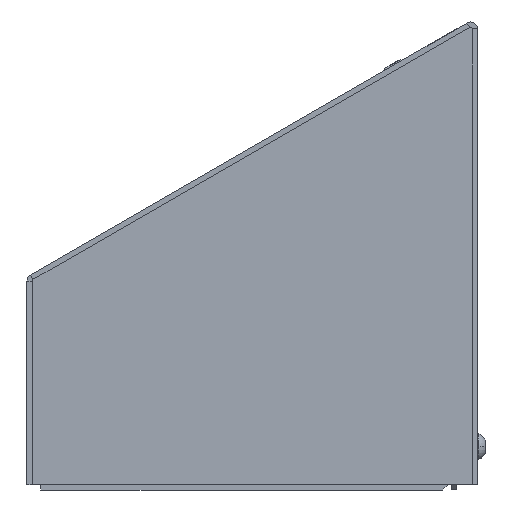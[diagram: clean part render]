
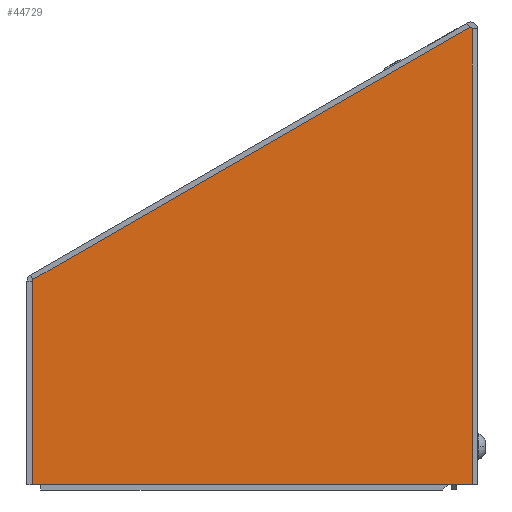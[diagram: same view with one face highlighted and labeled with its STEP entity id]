
A CAD part, left-side view. The second image highlights one B-rep face of the part: STEP entity #44729.
In plain terms, the highlighted face is planar.
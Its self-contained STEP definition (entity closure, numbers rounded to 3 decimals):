
#1128 = ORIENTED_EDGE ( 'NONE', *, *, #36706, .F. ) ;
#2616 = VERTEX_POINT ( 'NONE', #23140 ) ;
#3670 = ORIENTED_EDGE ( 'NONE', *, *, #8474, .F. ) ;
#3805 = AXIS2_PLACEMENT_3D ( 'NONE', #11838, #34703, #52278 ) ;
#6908 = LINE ( 'NONE', #52247, #50151 ) ;
#8405 = EDGE_CURVE ( 'NONE', #69773, #43351, #6908, .T. ) ;
#8474 = EDGE_CURVE ( 'NONE', #69572, #40490, #12542, .T. ) ;
#10776 = DIRECTION ( 'NONE',  ( 0.958, 0.285, 0. ) ) ;
#11838 = CARTESIAN_POINT ( 'NONE',  ( 239.34, 80.19, 0. ) ) ;
#12372 = CIRCLE ( 'NONE', #17192, 0.5 ) ;
#12542 = LINE ( 'NONE', #35410, #58482 ) ;
#13057 = CIRCLE ( 'NONE', #68052, 0.5 ) ;
#13535 = VERTEX_POINT ( 'NONE', #64437 ) ;
#13736 = CARTESIAN_POINT ( 'NONE',  ( 134.883, -12.261, 0. ) ) ;
#14887 = EDGE_CURVE ( 'NONE', #13535, #2616, #29241, .T. ) ;
#17192 = AXIS2_PLACEMENT_3D ( 'NONE', #44228, #50212, #66308 ) ;
#18944 = CARTESIAN_POINT ( 'NONE',  ( 97.818, 113.945, 0. ) ) ;
#22494 = DIRECTION ( 'NONE',  ( -0.973, 0.232, 0. ) ) ;
#23032 = DIRECTION ( 'NONE',  ( -0.285, 0.958, 0. ) ) ;
#23140 = CARTESIAN_POINT ( 'NONE',  ( 97.934, 114.432, 0. ) ) ;
#24720 = ORIENTED_EDGE ( 'NONE', *, *, #28432, .F. ) ;
#24917 = EDGE_LOOP ( 'NONE', ( #63913, #3670, #1128, #50113, #57548, #24720, #56489 ) ) ;
#24918 = CARTESIAN_POINT ( 'NONE',  ( 97.338, 113.803, 0. ) ) ;
#28432 = EDGE_CURVE ( 'NONE', #43351, #13535, #36150, .T. ) ;
#29241 = LINE ( 'NONE', #68900, #48228 ) ;
#32488 = CARTESIAN_POINT ( 'NONE',  ( 239.819, 80.333, 0. ) ) ;
#32823 = DIRECTION ( 'NONE',  ( 0., 0., 1. ) ) ;
#34703 = DIRECTION ( 'NONE',  ( 0., 0., 1. ) ) ;
#35410 = CARTESIAN_POINT ( 'NONE',  ( 134.883, -12.261, 0. ) ) ;
#36150 = CIRCLE ( 'NONE', #3805, 0.5 ) ;
#36298 = EDGE_CURVE ( 'NONE', #40490, #69773, #45961, .T. ) ;
#36706 = EDGE_CURVE ( 'NONE', #53624, #69572, #13057, .T. ) ;
#40490 = VERTEX_POINT ( 'NONE', #13736 ) ;
#41788 = DIRECTION ( 'NONE',  ( 0., 0., 1. ) ) ;
#43141 = CARTESIAN_POINT ( 'NONE',  ( 97.318, 113.945, 0. ) ) ;
#43351 = VERTEX_POINT ( 'NONE', #32488 ) ;
#44228 = CARTESIAN_POINT ( 'NONE',  ( 97.818, 113.945, 0. ) ) ;
#44729 = ADVANCED_FACE ( 'NONE', ( #47389 ), #59012, .F. ) ;
#44756 = CARTESIAN_POINT ( 'NONE',  ( 256.6, 23.989, 0. ) ) ;
#44871 = CARTESIAN_POINT ( 'NONE',  ( 256.6, 23.989, 0. ) ) ;
#45961 = LINE ( 'NONE', #44871, #57219 ) ;
#47389 = FACE_OUTER_BOUND ( 'NONE', #24917, .T. ) ;
#48228 = VECTOR ( 'NONE', #22494, 1000. ) ;
#50018 = DIRECTION ( 'NONE',  ( 1., 0., 0. ) ) ;
#50113 = ORIENTED_EDGE ( 'NONE', *, *, #68073, .F. ) ;
#50151 = VECTOR ( 'NONE', #23032, 1000. ) ;
#50212 = DIRECTION ( 'NONE',  ( 0., 0., 1. ) ) ;
#52247 = CARTESIAN_POINT ( 'NONE',  ( 256.6, 23.989, 0. ) ) ;
#52278 = DIRECTION ( 'NONE',  ( 1., 0., 0. ) ) ;
#53624 = VERTEX_POINT ( 'NONE', #43141 ) ;
#56489 = ORIENTED_EDGE ( 'NONE', *, *, #8405, .F. ) ;
#57219 = VECTOR ( 'NONE', #10776, 1000. ) ;
#57548 = ORIENTED_EDGE ( 'NONE', *, *, #14887, .F. ) ;
#58238 = DIRECTION ( 'NONE',  ( 0.285, -0.958, 0. ) ) ;
#58482 = VECTOR ( 'NONE', #58238, 1000. ) ;
#59012 = PLANE ( 'NONE',  #70336 ) ;
#61260 = CARTESIAN_POINT ( 'NONE',  ( 97.818, 113.945, 0. ) ) ;
#63913 = ORIENTED_EDGE ( 'NONE', *, *, #36298, .F. ) ;
#64437 = CARTESIAN_POINT ( 'NONE',  ( 239.456, 80.676, 0. ) ) ;
#64614 = DIRECTION ( 'NONE',  ( 1., 0., 0. ) ) ;
#66308 = DIRECTION ( 'NONE',  ( 1., 0., 0. ) ) ;
#68052 = AXIS2_PLACEMENT_3D ( 'NONE', #61260, #32823, #50018 ) ;
#68073 = EDGE_CURVE ( 'NONE', #2616, #53624, #12372, .T. ) ;
#68900 = CARTESIAN_POINT ( 'NONE',  ( 97.934, 114.432, 0. ) ) ;
#69572 = VERTEX_POINT ( 'NONE', #24918 ) ;
#69773 = VERTEX_POINT ( 'NONE', #44756 ) ;
#70336 = AXIS2_PLACEMENT_3D ( 'NONE', #18944, #41788, #64614 ) ;
